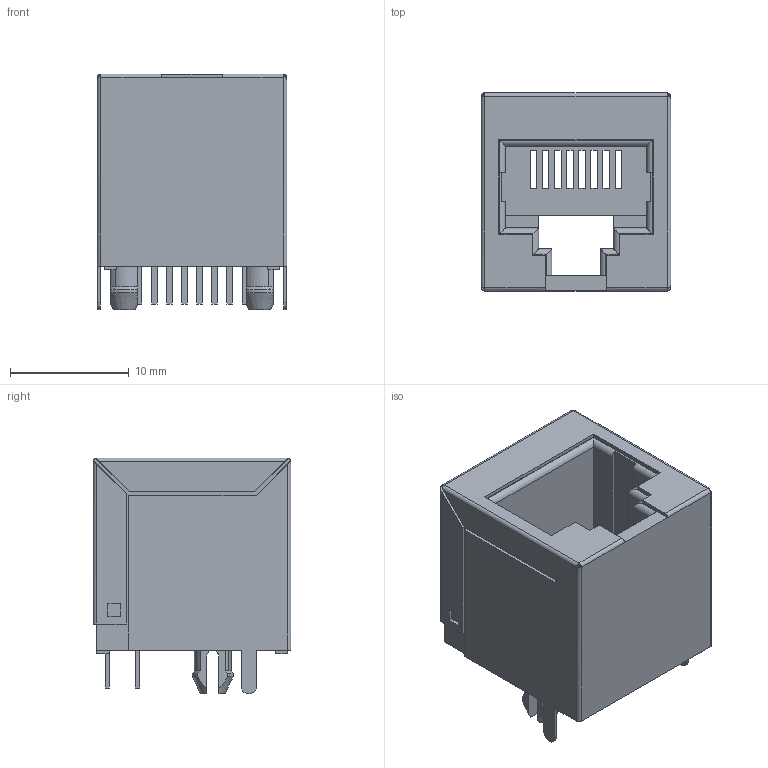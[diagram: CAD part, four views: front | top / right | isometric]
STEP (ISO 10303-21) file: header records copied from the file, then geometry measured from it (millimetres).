
FILE_DESCRIPTION(('CATIA V5 STEP Exchange','CAx-IF Rec.Pracs.--- Model Styling and Organization---1.2---2011-12-15'),'2;1');
FILE_NAME ('D1451992_0', '2018-09-22T12:41:35+00:00', ('none'), ('Weidmueller'), 'CATIA Version 5-6 Release 2014', 'CATIA V5 STEP AP214', 'none');
FILE_SCHEMA(('AUTOMOTIVE_DESIGN { 1 0 10303 214 1 1 1 1 }'));
Length unit declared in the file: millimetre
Products named in the file (1): 1433810000 
Bounding box: 16 x 16.7 x 19.9 mm (x, y, z)
Volume: 2490 mm3; surface area: 2670 mm2
Topology: 1 solids, 1 shells, 261 faces, 736 edges, 484 vertices
Faces by surface type: plane 207, cylinder 38, cone 12, sphere 4
Entity records: 7921 total; most frequent: CARTESIAN_POINT 1645, ORIENTED_EDGE 1472, DIRECTION 993, EDGE_CURVE 736, VECTOR 597, LINE 597, VERTEX_POINT 484, EDGE_LOOP 286
